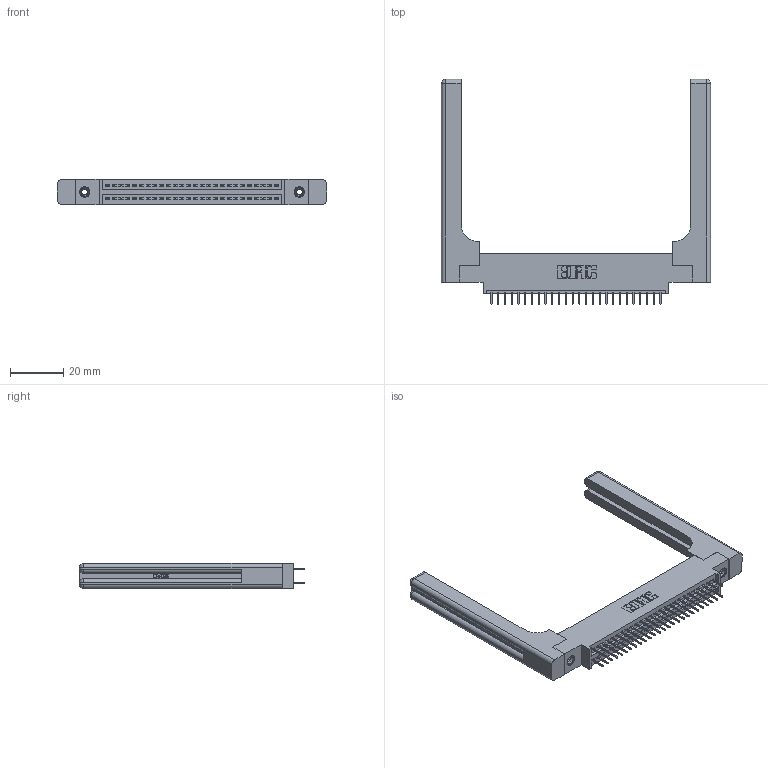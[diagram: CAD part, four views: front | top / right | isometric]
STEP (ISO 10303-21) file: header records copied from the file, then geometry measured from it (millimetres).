
FILE_DESCRIPTION (( 'STEP AP203' ), '1' );
FILE_NAME ('345-052-524-858.STEP', '2019-10-29T14:36:56', ( '' ), ( '' ), 'SwSTEP 2.0', 'SolidWorks 2016', '' );
FILE_SCHEMA (( 'CONFIG_CONTROL_DESIGN' ));
Length unit declared in the file: inch
Products named in the file (5): 345-250-001_345-250-001-102; 345-052-524-858; 345 Part_0.170 Offset - 0.156 Dia-TH; 345-292-001_345-293-124; 345-220-058_345-220-058
Assembly tree (57 placements, depth 2):
  345-052-524-858
    345 Part_0.170 Offset - 0.156 Dia-TH
    345-292-001_345-293-124  x52
    345-250-001_345-250-001-102  x2
    345-220-058_345-220-058  x2
Bounding box: 101.07 x 84.63 x 9.4 mm (x, y, z)
Volume: 17952.2 mm3; surface area: 18693.5 mm2
Topology: 57 solids, 57 shells, 3194 faces, 8975 edges, 5754 vertices
Faces by surface type: plane 2260, cylinder 874, bspline 36, cone 12, sphere 8, torus 4
Entity records: 27942 total; most frequent: CARTESIAN_POINT 5693, ORIENTED_EDGE 4424, DIRECTION 3972, EDGE_CURVE 2212, VECTOR 1888, LINE 1888, VERTEX_POINT 1462, AXIS2_PLACEMENT_3D 1042
